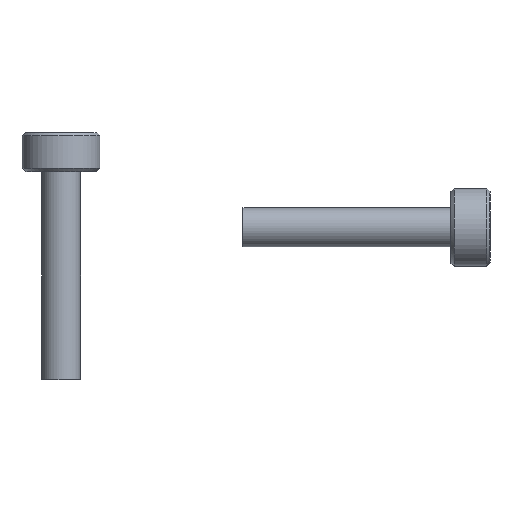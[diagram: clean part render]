
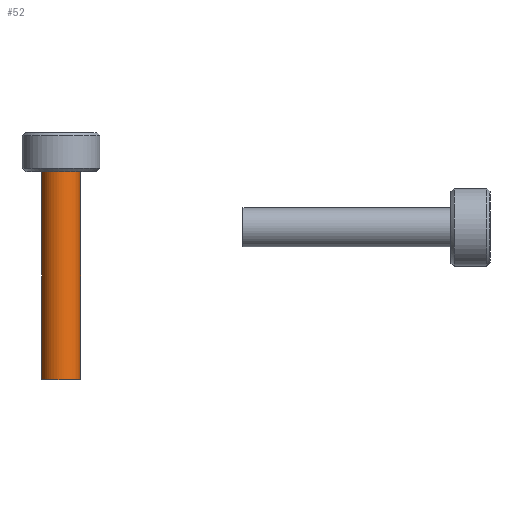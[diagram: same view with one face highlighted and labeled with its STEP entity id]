
A CAD part, left-side view. The second image highlights one B-rep face of the part: STEP entity #52.
In plain terms, the highlighted free-form (B-spline) face has degree [2, 1] with [9, 2] control points.
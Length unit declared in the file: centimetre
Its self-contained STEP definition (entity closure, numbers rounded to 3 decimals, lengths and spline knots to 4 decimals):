
#52=ADVANCED_FACE('',(#80),#390,.T.);
#80=FACE_OUTER_BOUND('',#110,.T.);
#110=EDGE_LOOP('',(#179,#180,#181,#182));
#179=ORIENTED_EDGE('',*,*,#264,.T.);
#180=ORIENTED_EDGE('',*,*,#265,.T.);
#181=ORIENTED_EDGE('',*,*,#266,.F.);
#182=ORIENTED_EDGE('',*,*,#265,.F.);
#264=EDGE_CURVE('',#368,#368,#300,.T.);
#265=EDGE_CURVE('',#368,#351,#301,.T.);
#266=EDGE_CURVE('',#351,#351,#302,.T.);
#300=(
BOUNDED_CURVE()
B_SPLINE_CURVE(2,(#659,#660,#661,#662,#663,#664,#665,#666,#667),
 .UNSPECIFIED.,.T.,.F.)
B_SPLINE_CURVE_WITH_KNOTS((3,2,2,2,3),(0.,2.3562,4.7124,
7.0686,9.4248),.UNSPECIFIED.)
CURVE()
GEOMETRIC_REPRESENTATION_ITEM()
RATIONAL_B_SPLINE_CURVE((1.,0.707,1.,0.707,1.,0.707,
1.,0.707,1.))
REPRESENTATION_ITEM('')
);
#301=(
BOUNDED_CURVE()
B_SPLINE_CURVE(1,(#668,#669),.UNSPECIFIED.,.F.,.F.)
B_SPLINE_CURVE_WITH_KNOTS((2,2),(0.,8.),.UNSPECIFIED.)
CURVE()
GEOMETRIC_REPRESENTATION_ITEM()
RATIONAL_B_SPLINE_CURVE((1.,1.))
REPRESENTATION_ITEM('')
);
#302=(
BOUNDED_CURVE()
B_SPLINE_CURVE(2,(#670,#671,#672,#673,#674,#675,#676,#677,#678),
 .UNSPECIFIED.,.T.,.F.)
B_SPLINE_CURVE_WITH_KNOTS((3,2,2,2,3),(0.,2.3562,4.7124,
7.0686,9.4248),.UNSPECIFIED.)
CURVE()
GEOMETRIC_REPRESENTATION_ITEM()
RATIONAL_B_SPLINE_CURVE((1.,0.707,1.,0.707,1.,0.707,
1.,0.707,1.))
REPRESENTATION_ITEM('')
);
#351=VERTEX_POINT('',#563);
#368=VERTEX_POINT('',#580);
#390=(
BOUNDED_SURFACE()
B_SPLINE_SURFACE(2,1,((#545,#546),(#547,#548),(#549,#550),(#551,#552),(#553,
#554),(#555,#556),(#557,#558),(#559,#560),(#561,#562)),.UNSPECIFIED.,.T.,
 .F.,.F.)
B_SPLINE_SURFACE_WITH_KNOTS((3,2,2,2,3),(2,2),(0.,2.3562,4.7124,
7.0686,9.4248),(0.,8.),.UNSPECIFIED.)
GEOMETRIC_REPRESENTATION_ITEM()
RATIONAL_B_SPLINE_SURFACE(((1.,1.),(0.707,0.707),
(1.,1.),(0.707,0.707),(1.,1.),(0.707,
0.707),(1.,1.),(0.707,0.707),(1.,1.)))
REPRESENTATION_ITEM('')
SURFACE()
);
#545=CARTESIAN_POINT('',(0.,16.5,6.3));
#546=CARTESIAN_POINT('',(0.,16.5,-9.7));
#547=CARTESIAN_POINT('',(-1.5,16.5,6.3));
#548=CARTESIAN_POINT('',(-1.5,16.5,-9.7));
#549=CARTESIAN_POINT('',(-1.5,18.,6.3));
#550=CARTESIAN_POINT('',(-1.5,18.,-9.7));
#551=CARTESIAN_POINT('',(-1.5,19.5,6.3));
#552=CARTESIAN_POINT('',(-1.5,19.5,-9.7));
#553=CARTESIAN_POINT('',(0.,19.5,6.3));
#554=CARTESIAN_POINT('',(0.,19.5,-9.7));
#555=CARTESIAN_POINT('',(1.5,19.5,6.3));
#556=CARTESIAN_POINT('',(1.5,19.5,-9.7));
#557=CARTESIAN_POINT('',(1.5,18.,6.3));
#558=CARTESIAN_POINT('',(1.5,18.,-9.7));
#559=CARTESIAN_POINT('',(1.5,16.5,6.3));
#560=CARTESIAN_POINT('',(1.5,16.5,-9.7));
#561=CARTESIAN_POINT('',(0.,16.5,6.3));
#562=CARTESIAN_POINT('',(0.,16.5,-9.7));
#563=CARTESIAN_POINT('',(0.,16.5,-9.7));
#580=CARTESIAN_POINT('',(0.,16.5,6.3));
#659=CARTESIAN_POINT('',(0.,16.5,6.3));
#660=CARTESIAN_POINT('',(-1.5,16.5,6.3));
#661=CARTESIAN_POINT('',(-1.5,18.,6.3));
#662=CARTESIAN_POINT('',(-1.5,19.5,6.3));
#663=CARTESIAN_POINT('',(0.,19.5,6.3));
#664=CARTESIAN_POINT('',(1.5,19.5,6.3));
#665=CARTESIAN_POINT('',(1.5,18.,6.3));
#666=CARTESIAN_POINT('',(1.5,16.5,6.3));
#667=CARTESIAN_POINT('',(0.,16.5,6.3));
#668=CARTESIAN_POINT('',(0.,16.5,6.3));
#669=CARTESIAN_POINT('',(0.,16.5,-9.7));
#670=CARTESIAN_POINT('',(0.,16.5,-9.7));
#671=CARTESIAN_POINT('',(-1.5,16.5,-9.7));
#672=CARTESIAN_POINT('',(-1.5,18.,-9.7));
#673=CARTESIAN_POINT('',(-1.5,19.5,-9.7));
#674=CARTESIAN_POINT('',(0.,19.5,-9.7));
#675=CARTESIAN_POINT('',(1.5,19.5,-9.7));
#676=CARTESIAN_POINT('',(1.5,18.,-9.7));
#677=CARTESIAN_POINT('',(1.5,16.5,-9.7));
#678=CARTESIAN_POINT('',(0.,16.5,-9.7));
